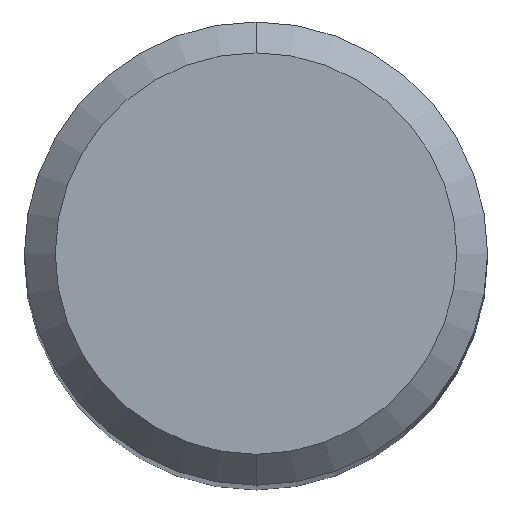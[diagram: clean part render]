
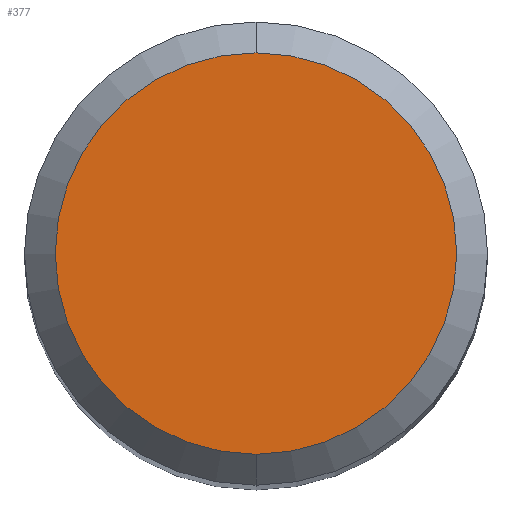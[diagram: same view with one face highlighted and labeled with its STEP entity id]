
A CAD part, top view. The second image highlights one B-rep face of the part: STEP entity #377.
In plain terms, the highlighted planar face has unit normal (0, 0, 1).
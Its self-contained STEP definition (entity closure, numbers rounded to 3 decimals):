
#229=VERTEX_POINT('',#539);
#287=EDGE_CURVE('',#349,#229,#599,.T.);
#313=EDGE_CURVE('',#229,#349,#631,.T.);
#349=VERTEX_POINT('',#670);
#377=ADVANCED_FACE('',(#700),#701,.T.);
#539=CARTESIAN_POINT('',(0.0,2.6,0.0));
#599=CIRCLE('',#1083,2.6);
#631=CIRCLE('',#1153,2.6);
#670=CARTESIAN_POINT('',(0.,-2.6,0.0));
#700=FACE_OUTER_BOUND('',#1263,.T.);
#701=PLANE('',#1264);
#1083=AXIS2_PLACEMENT_3D('',#1550,#1551,#1552);
#1153=AXIS2_PLACEMENT_3D('',#1611,#1612,#1613);
#1263=EDGE_LOOP('',(#1669,#1670));
#1264=AXIS2_PLACEMENT_3D('',#1671,#1672,#1673);
#1550=CARTESIAN_POINT('',(0.0,0.0,0.0));
#1551=DIRECTION('',(0.0,0.0,-1.0));
#1552=DIRECTION('',(0.0,1.0,0.0));
#1611=CARTESIAN_POINT('',(0.0,0.0,0.0));
#1612=DIRECTION('',(0.0,0.0,-1.0));
#1613=DIRECTION('',(0.0,1.0,0.0));
#1669=ORIENTED_EDGE('',*,*,#313,.F.);
#1670=ORIENTED_EDGE('',*,*,#287,.F.);
#1671=CARTESIAN_POINT('',(0.0,1.3,0.0));
#1672=DIRECTION('',(-0.0,0.0,1.0));
#1673=DIRECTION('',(0.0,-1.0,0.0));
